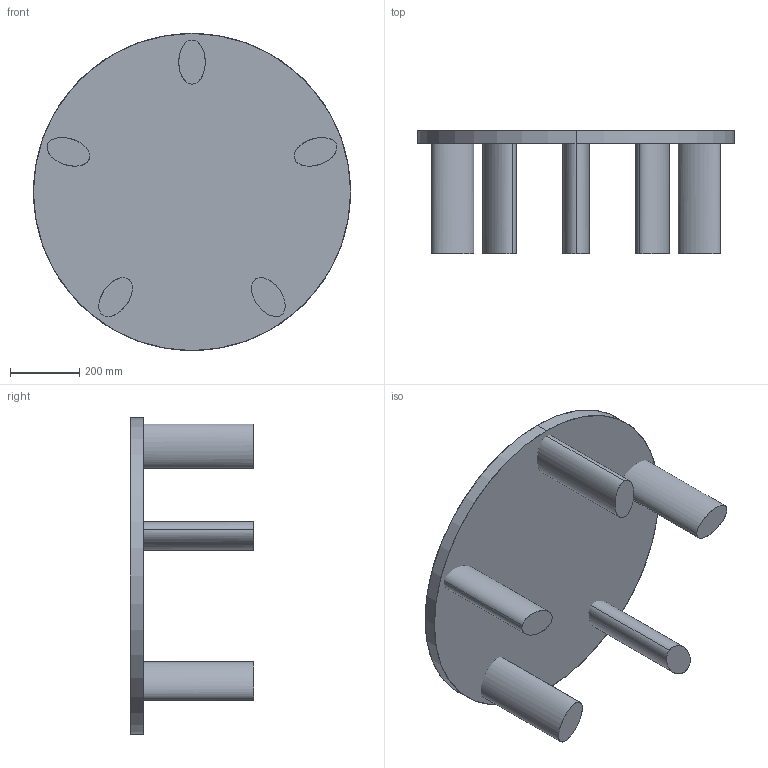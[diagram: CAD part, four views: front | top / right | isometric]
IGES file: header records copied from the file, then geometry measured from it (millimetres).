
Start section: SolidWorks IGES file using analytic representation for surfaces
Global section: file name: Matter Made Orbit Coffee Table.IGS; native system: SolidWorks 2021; preprocessor: SolidWorks 2021; author: juliamiller; date: 221102.161212; units: millimetre
Bounding box: 914.4 x 355.6 x 914.4 mm (x, y, z)
Surface area: 2018636.9 mm2 (no closed solid volume)
Topology: 0 solids, 0 shells, 24 faces, 816 edges, 816 vertices
Faces by surface type: bspline 22, revolution 2
